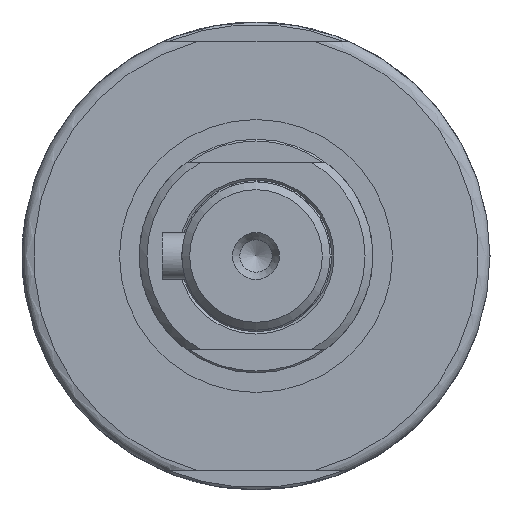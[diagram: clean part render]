
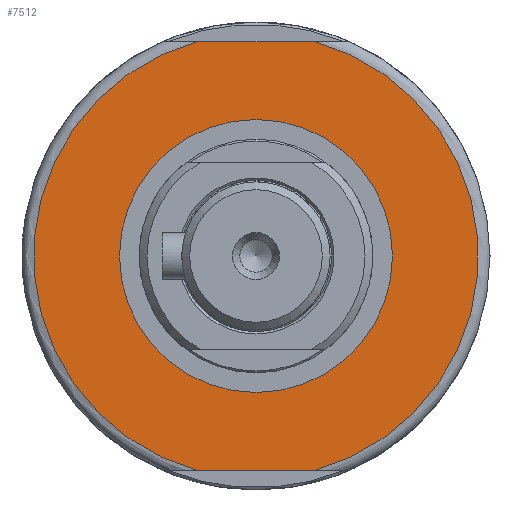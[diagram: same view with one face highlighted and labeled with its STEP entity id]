
A CAD part, left-side view. The second image highlights one B-rep face of the part: STEP entity #7512.
In plain terms, the highlighted planar face has unit normal (-1, 0, 0).
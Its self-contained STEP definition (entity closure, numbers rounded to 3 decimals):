
#58=FACE_BOUND('',#2419,.T.);
#712=LINE('',#12553,#1163);
#716=LINE('',#12602,#1167);
#1163=VECTOR('',#10309,10.);
#1167=VECTOR('',#10319,10.);
#1943=FACE_OUTER_BOUND('',#2418,.T.);
#2418=EDGE_LOOP('',(#6098,#6099,#6100,#6101));
#2419=EDGE_LOOP('',(#6102,#6103));
#3011=CIRCLE('',#8450,28.5);
#3012=CIRCLE('',#8451,28.5);
#3013=CIRCLE('',#8452,17.5);
#3014=CIRCLE('',#8453,17.5);
#3550=VERTEX_POINT('',#12537);
#3551=VERTEX_POINT('',#12552);
#3558=VERTEX_POINT('',#12586);
#3559=VERTEX_POINT('',#12601);
#3562=VERTEX_POINT('',#12636);
#3563=VERTEX_POINT('',#12637);
#4440=EDGE_CURVE('',#3551,#3550,#712,.T.);
#4449=EDGE_CURVE('',#3559,#3558,#716,.T.);
#4460=EDGE_CURVE('',#3559,#3550,#3011,.T.);
#4461=EDGE_CURVE('',#3551,#3558,#3012,.T.);
#4462=EDGE_CURVE('',#3562,#3563,#3013,.T.);
#4463=EDGE_CURVE('',#3563,#3562,#3014,.T.);
#6098=ORIENTED_EDGE('',*,*,#4440,.T.);
#6099=ORIENTED_EDGE('',*,*,#4460,.F.);
#6100=ORIENTED_EDGE('',*,*,#4449,.T.);
#6101=ORIENTED_EDGE('',*,*,#4461,.F.);
#6102=ORIENTED_EDGE('',*,*,#4462,.T.);
#6103=ORIENTED_EDGE('',*,*,#4463,.T.);
#7113=PLANE('',#8449);
#7512=ADVANCED_FACE('',(#1943,#58),#7113,.T.);
#8449=AXIS2_PLACEMENT_3D('',#12633,#10347,#10348);
#8450=AXIS2_PLACEMENT_3D('',#12634,#10349,#10350);
#8451=AXIS2_PLACEMENT_3D('',#12635,#10351,#10352);
#8452=AXIS2_PLACEMENT_3D('',#12638,#10353,#10354);
#8453=AXIS2_PLACEMENT_3D('',#12639,#10355,#10356);
#10309=DIRECTION('',(0.,-1.,0.));
#10319=DIRECTION('',(0.,1.,0.));
#10347=DIRECTION('center_axis',(-1.,0.,0.));
#10348=DIRECTION('ref_axis',(0.,0.,-1.));
#10349=DIRECTION('center_axis',(1.,0.,0.));
#10350=DIRECTION('ref_axis',(0.,-1.,0.));
#10351=DIRECTION('center_axis',(1.,0.,0.));
#10352=DIRECTION('ref_axis',(0.,-1.,0.));
#10353=DIRECTION('center_axis',(1.,0.,0.));
#10354=DIRECTION('ref_axis',(0.,-1.,0.));
#10355=DIRECTION('center_axis',(1.,0.,0.));
#10356=DIRECTION('ref_axis',(0.,-1.,0.));
#12537=CARTESIAN_POINT('',(-168.5,-7.483,-27.5));
#12552=CARTESIAN_POINT('',(-168.5,7.483,-27.5));
#12553=CARTESIAN_POINT('',(-168.5,-24.063,-27.5));
#12586=CARTESIAN_POINT('',(-168.5,7.483,27.5));
#12601=CARTESIAN_POINT('',(-168.5,-7.483,27.5));
#12602=CARTESIAN_POINT('',(-168.5,1.553,27.5));
#12633=CARTESIAN_POINT('Origin',(-168.5,-23.,0.));
#12634=CARTESIAN_POINT('Origin',(-168.5,0.,0.));
#12635=CARTESIAN_POINT('Origin',(-168.5,0.,0.));
#12636=CARTESIAN_POINT('',(-168.5,-17.5,0.));
#12637=CARTESIAN_POINT('',(-168.5,17.5,0.));
#12638=CARTESIAN_POINT('Origin',(-168.5,0.,0.));
#12639=CARTESIAN_POINT('Origin',(-168.5,0.,0.));
